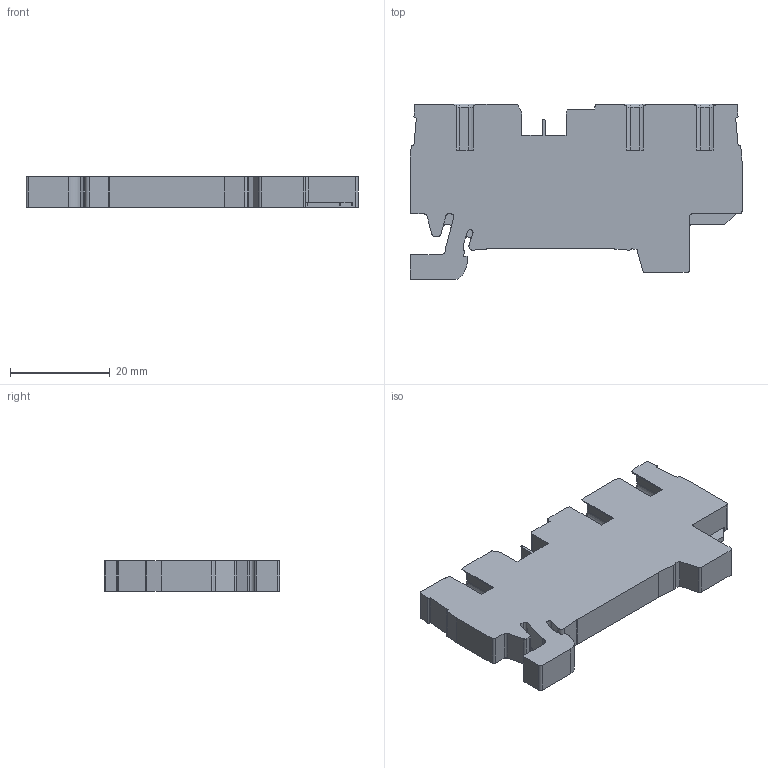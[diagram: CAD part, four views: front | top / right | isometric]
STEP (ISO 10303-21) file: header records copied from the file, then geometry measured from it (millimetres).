
FILE_DESCRIPTION((''),'2;1');
FILE_NAME('27015_PSL4_3A','2019-07-18T',('Christian Carl'),(''),'CREO PARAMETRIC BY PTC INC, 2016380','CREO PARAMETRIC BY PTC INC, 2016380','');
FILE_SCHEMA(('CONFIG_CONTROL_DESIGN'));
Length unit declared in the file: millimetre
Products named in the file (1): 27015_PSL4_3A
Bounding box: 66.5 x 35.2 x 6.1 mm (x, y, z)
Volume: 9313.7 mm3; surface area: 6680.6 mm2
Topology: 1 solids, 1 shells, 263 faces, 749 edges, 494 vertices
Faces by surface type: plane 171, cylinder 80, cone 12
Entity records: 8601 total; most frequent: CARTESIAN_POINT 1562, ORIENTED_EDGE 1498, DIRECTION 1439, EDGE_CURVE 749, VECTOR 561, LINE 561, VERTEX_POINT 494, AXIS2_PLACEMENT_3D 439
